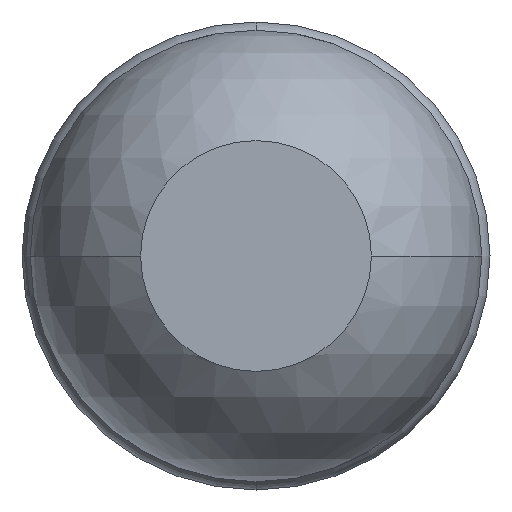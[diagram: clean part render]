
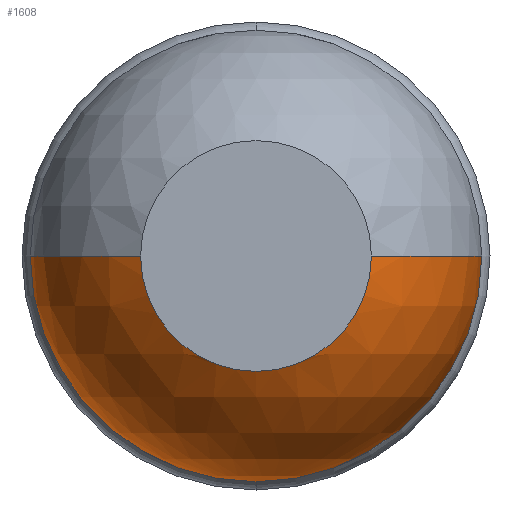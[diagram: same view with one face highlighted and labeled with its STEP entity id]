
A CAD part, front view. The second image highlights one B-rep face of the part: STEP entity #1608.
In plain terms, the highlighted spherical face has radius 0.685 mm.
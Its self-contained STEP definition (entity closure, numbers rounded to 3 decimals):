
#26 = VERTEX_POINT ( 'NONE', #3047 ) ;
#166 = ORIENTED_EDGE ( 'NONE', *, *, #1682, .F. ) ;
#193 = FACE_OUTER_BOUND ( 'NONE', #1997, .T. ) ;
#256 = EDGE_CURVE ( 'Defeature ausgef�hrt1_15+Defeature ausgef�hrt1_13+Defeature ausgef�hrt1_13+Defeature ausgef�hrt1_13', #3373, #548, #1594, .T. ) ;
#342 = CIRCLE ( 'NONE', #492, 0.685 ) ;
#348 = CIRCLE ( 'NONE', #3387, 0.685 ) ;
#492 = AXIS2_PLACEMENT_3D ( 'NONE', #2549, #2906, #1891 ) ;
#522 = AXIS2_PLACEMENT_3D ( 'NONE', #3385, #1293, #1644 ) ;
#548 = VERTEX_POINT ( 'NONE', #1767 ) ;
#613 = VERTEX_POINT ( 'NONE', #3486 ) ;
#681 = CIRCLE ( 'NONE', #522, 0.685 ) ;
#888 = CARTESIAN_POINT ( 'NONE',  ( 0., -29.411, 0. ) ) ;
#916 = DIRECTION ( 'NONE',  ( 0., 0., 1. ) ) ;
#1005 = CARTESIAN_POINT ( 'NONE',  ( 0., -30., 0. ) ) ;
#1054 = CIRCLE ( 'NONE', #2590, 0.35 ) ;
#1107 = ORIENTED_EDGE ( 'NONE', *, *, #2423, .F. ) ;
#1213 = DIRECTION ( 'NONE',  ( 0., 0., -1. ) ) ;
#1291 = DIRECTION ( 'NONE',  ( 0., 0., -1. ) ) ;
#1293 = DIRECTION ( 'NONE',  ( 0., 1., 0. ) ) ;
#1295 = ORIENTED_EDGE ( 'NONE', *, *, #4054, .T. ) ;
#1357 = ORIENTED_EDGE ( 'NONE', *, *, #4199, .F. ) ;
#1479 = CARTESIAN_POINT ( 'NONE',  ( -0.685, -29.411, 0. ) ) ;
#1551 = DIRECTION ( 'NONE',  ( -1., 0., 0. ) ) ;
#1594 = CIRCLE ( 'NONE', #1932, 0.35 ) ;
#1608 = ADVANCED_FACE ( 'Defeature ausgef�hrt1_13', ( #193 ), #3831, .T. ) ;
#1634 = VERTEX_POINT ( 'NONE', #3652 ) ;
#1644 = DIRECTION ( 'NONE',  ( 0., 0., 1. ) ) ;
#1682 = EDGE_CURVE ( 'Defeature ausgef�hrt1_14+Defeature ausgef�hrt1_13+Defeature ausgef�hrt1_13+Defeature ausgef�hrt1_13', #26, #1634, #348, .T. ) ;
#1741 = VERTEX_POINT ( 'NONE', #1479 ) ;
#1767 = CARTESIAN_POINT ( 'NONE',  ( 0., -30., -0.35 ) ) ;
#1891 = DIRECTION ( 'NONE',  ( 1., 0., 0. ) ) ;
#1932 = AXIS2_PLACEMENT_3D ( 'NONE', #2645, #3024, #1291 ) ;
#1997 = EDGE_LOOP ( 'NONE', ( #2357, #1295, #1107, #166, #1357, #2644 ) ) ;
#2357 = ORIENTED_EDGE ( 'NONE', *, *, #256, .F. ) ;
#2423 = EDGE_CURVE ( 'Defeature ausgef�hrt1_14+Defeature ausgef�hrt1_13+Defeature ausgef�hrt1_13+Defeature ausgef�hrt1_13', #1634, #1741, #681, .T. ) ;
#2549 = CARTESIAN_POINT ( 'NONE',  ( 0., -29.411, 0. ) ) ;
#2590 = AXIS2_PLACEMENT_3D ( 'NONE', #1005, #2776, #3434 ) ;
#2631 = DIRECTION ( 'NONE',  ( 1., 0., 0. ) ) ;
#2644 = ORIENTED_EDGE ( 'NONE', *, *, #3732, .F. ) ;
#2645 = CARTESIAN_POINT ( 'NONE',  ( 0., -30., 0. ) ) ;
#2776 = DIRECTION ( 'NONE',  ( 0., -1., 0. ) ) ;
#2850 = DIRECTION ( 'NONE',  ( 0., 0., -1. ) ) ;
#2906 = DIRECTION ( 'NONE',  ( 0., 0., 1. ) ) ;
#3024 = DIRECTION ( 'NONE',  ( 0., -1., 0. ) ) ;
#3047 = CARTESIAN_POINT ( 'NONE',  ( 0.685, -29.411, 0. ) ) ;
#3194 = CARTESIAN_POINT ( 'NONE',  ( -0.35, -30., 0. ) ) ;
#3284 = CIRCLE ( 'NONE', #4475, 0.685 ) ;
#3373 = VERTEX_POINT ( 'NONE', #3194 ) ;
#3385 = CARTESIAN_POINT ( 'NONE',  ( 0., -29.411, 0. ) ) ;
#3387 = AXIS2_PLACEMENT_3D ( 'NONE', #4421, #4398, #916 ) ;
#3434 = DIRECTION ( 'NONE',  ( 0., 0., -1. ) ) ;
#3486 = CARTESIAN_POINT ( 'NONE',  ( 0.35, -30., 0. ) ) ;
#3627 = CARTESIAN_POINT ( 'NONE',  ( 0., -29.411, 0. ) ) ;
#3652 = CARTESIAN_POINT ( 'NONE',  ( 0., -29.411, -0.685 ) ) ;
#3732 = EDGE_CURVE ( 'Defeature ausgef�hrt1_15+Defeature ausgef�hrt1_13+Defeature ausgef�hrt1_13+Defeature ausgef�hrt1_13', #548, #613, #1054, .T. ) ;
#3831 = SPHERICAL_SURFACE ( 'NONE', #4115, 0.685 ) ;
#4054 = EDGE_CURVE ( 'NONE', #3373, #1741, #3284, .T. ) ;
#4115 = AXIS2_PLACEMENT_3D ( 'NONE', #888, #1213, #2631 ) ;
#4199 = EDGE_CURVE ( 'NONE', #613, #26, #342, .T. ) ;
#4398 = DIRECTION ( 'NONE',  ( 0., 1., 0. ) ) ;
#4421 = CARTESIAN_POINT ( 'NONE',  ( 0., -29.411, 0. ) ) ;
#4475 = AXIS2_PLACEMENT_3D ( 'NONE', #3627, #2850, #1551 ) ;
